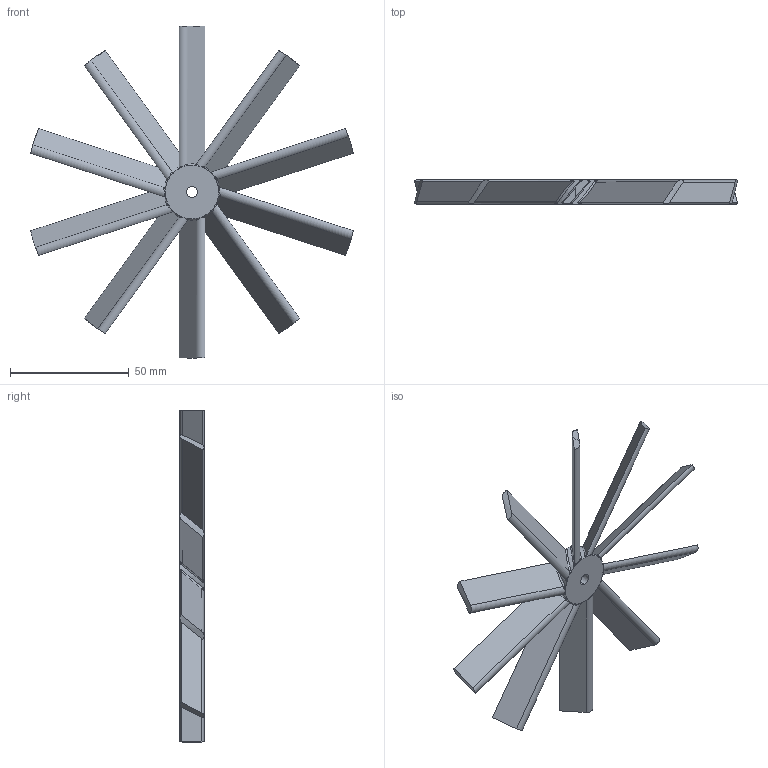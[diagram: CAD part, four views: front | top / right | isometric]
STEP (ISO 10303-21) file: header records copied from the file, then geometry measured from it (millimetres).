
FILE_DESCRIPTION (( 'STEP AP203' ), '1' );
FILE_NAME ('C006-329_01_sldprt.STEP', '2016-06-02T17:07:24', ( 'Shusen Zhang' ), ( 'MathWorks' ), 'SwSTEP 2.0', 'SolidWorks 2015', '' );
FILE_SCHEMA (( 'CONFIG_CONTROL_DESIGN' ));
Length unit declared in the file: inch
Products named in the file (1): C006-329_01_sldprt
Bounding box: 135.81 x 10.16 x 139.68 mm (x, y, z)
Volume: 22928.4 mm3; surface area: 19599.7 mm2
Topology: 1 solids, 1 shells, 167 faces, 455 edges, 250 vertices
Faces by surface type: bspline 100, cylinder 45, plane 22
Entity records: 7014 total; most frequent: CARTESIAN_POINT 3841, ORIENTED_EDGE 830, DIRECTION 433, EDGE_CURVE 415, VERTEX_POINT 250, AXIS2_PLACEMENT_3D 194, B_SPLINE_CURVE_WITH_KNOTS 180, EDGE_LOOP 169
